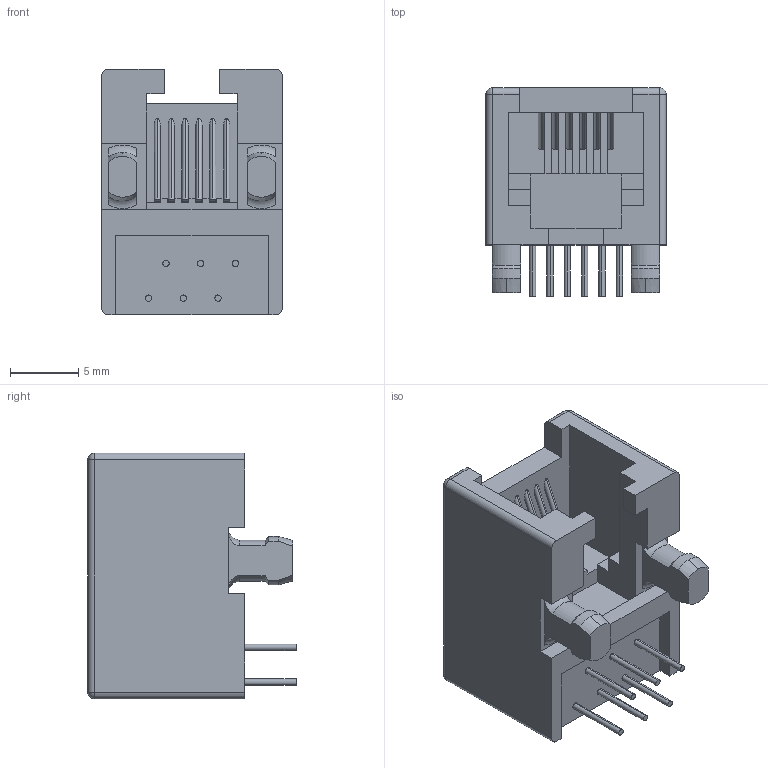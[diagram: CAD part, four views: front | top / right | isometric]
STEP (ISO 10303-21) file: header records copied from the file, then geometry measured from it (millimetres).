
FILE_DESCRIPTION (( 'STEP AP214' ), '1' );
FILE_NAME ('reoriented-54601-906WPLF.STEP', '2023-08-01T10:25:23', ( '' ), ( '' ), 'SwSTEP 2.0', 'SolidWorks 2021', '' );
FILE_SCHEMA (( 'AUTOMOTIVE_DESIGN' ));
Length unit declared in the file: millimetre
Products named in the file (1): reoriented-54601-906WPLF
Bounding box: 13.2 x 15.25 x 18 mm (x, y, z)
Volume: 1788.6 mm3; surface area: 1627.7 mm2
Topology: 1 solids, 1 shells, 149 faces, 383 edges, 246 vertices
Faces by surface type: plane 84, cylinder 45, cone 12, sphere 4, torus 4
Entity records: 5097 total; most frequent: CARTESIAN_POINT 1447, ORIENTED_EDGE 758, DIRECTION 733, EDGE_CURVE 379, LINE 253, VECTOR 253, VERTEX_POINT 246, AXIS2_PLACEMENT_3D 240
